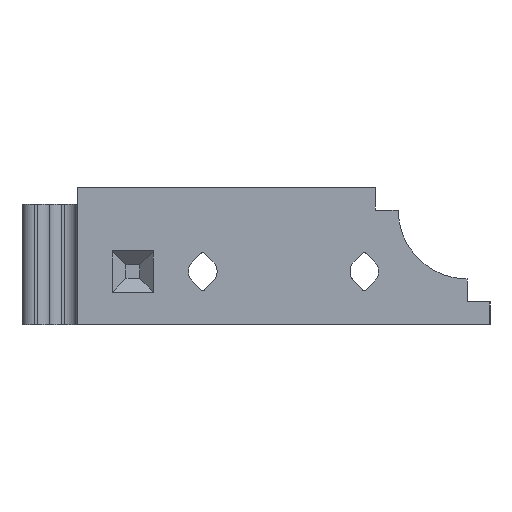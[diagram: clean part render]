
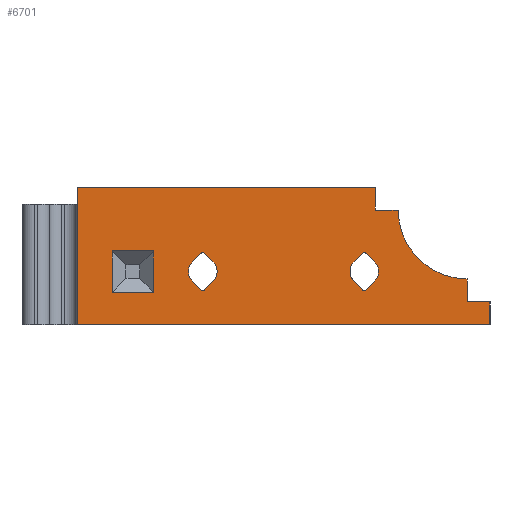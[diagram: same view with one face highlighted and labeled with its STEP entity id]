
A CAD part, left-side view. The second image highlights one B-rep face of the part: STEP entity #6701.
In plain terms, the highlighted planar face has unit normal (-1, 0, 0).
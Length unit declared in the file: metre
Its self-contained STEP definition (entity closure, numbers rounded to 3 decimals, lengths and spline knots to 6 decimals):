
#163=CIRCLE('',#7187,0.002075);
#168=CIRCLE('',#7208,0.002075);
#171=CIRCLE('',#7212,0.01);
#172=CIRCLE('',#7213,0.0004);
#173=CIRCLE('',#7214,0.002075);
#174=CIRCLE('',#7215,0.0004);
#175=CIRCLE('',#7216,0.002075);
#176=CIRCLE('',#7217,0.0004);
#177=CIRCLE('',#7218,0.0004);
#361=PLANE('',#7211);
#591=LINE('',#9667,#1297);
#732=LINE('',#10081,#1438);
#906=LINE('',#10811,#1612);
#907=LINE('',#10814,#1613);
#908=LINE('',#10818,#1614);
#909=LINE('',#10820,#1615);
#910=LINE('',#10821,#1616);
#911=LINE('',#10822,#1617);
#912=LINE('',#10823,#1618);
#913=LINE('',#10826,#1619);
#914=LINE('',#10828,#1620);
#915=LINE('',#10830,#1621);
#916=LINE('',#10831,#1622);
#917=LINE('',#10833,#1623);
#918=LINE('',#10837,#1624);
#919=LINE('',#10841,#1625);
#920=LINE('',#10844,#1626);
#921=LINE('',#10849,#1627);
#922=LINE('',#10853,#1628);
#923=LINE('',#10854,#1629);
#1297=VECTOR('',#7602,1.);
#1438=VECTOR('',#7867,1.);
#1612=VECTOR('',#8347,1.);
#1613=VECTOR('',#8348,1.);
#1614=VECTOR('',#8351,1.);
#1615=VECTOR('',#8352,1.);
#1616=VECTOR('',#8353,1.);
#1617=VECTOR('',#8354,1.);
#1618=VECTOR('',#8355,1.);
#1619=VECTOR('',#8356,1.);
#1620=VECTOR('',#8357,1.);
#1621=VECTOR('',#8358,1.);
#1622=VECTOR('',#8359,1.);
#1623=VECTOR('',#8360,1.);
#1624=VECTOR('',#8363,1.);
#1625=VECTOR('',#8366,1.);
#1626=VECTOR('',#8369,1.);
#1627=VECTOR('',#8372,1.);
#1628=VECTOR('',#8375,1.);
#1629=VECTOR('',#8376,1.);
#2744=ORIENTED_EDGE('',*,*,#4594,.F.);
#2745=ORIENTED_EDGE('',*,*,#4595,.F.);
#2746=ORIENTED_EDGE('',*,*,#4596,.F.);
#2747=ORIENTED_EDGE('',*,*,#4597,.F.);
#2748=ORIENTED_EDGE('',*,*,#4598,.F.);
#2749=ORIENTED_EDGE('',*,*,#4091,.T.);
#2750=ORIENTED_EDGE('',*,*,#4599,.T.);
#2751=ORIENTED_EDGE('',*,*,#4274,.F.);
#2752=ORIENTED_EDGE('',*,*,#4600,.T.);
#2753=ORIENTED_EDGE('',*,*,#4601,.F.);
#2754=ORIENTED_EDGE('',*,*,#4602,.F.);
#2755=ORIENTED_EDGE('',*,*,#4603,.T.);
#2756=ORIENTED_EDGE('',*,*,#4604,.T.);
#2757=ORIENTED_EDGE('',*,*,#4605,.F.);
#2758=ORIENTED_EDGE('',*,*,#4589,.F.);
#2759=ORIENTED_EDGE('',*,*,#4606,.F.);
#2760=ORIENTED_EDGE('',*,*,#4607,.F.);
#2761=ORIENTED_EDGE('',*,*,#4608,.T.);
#2762=ORIENTED_EDGE('',*,*,#4609,.F.);
#2763=ORIENTED_EDGE('',*,*,#4610,.T.);
#2764=ORIENTED_EDGE('',*,*,#4611,.F.);
#2765=ORIENTED_EDGE('',*,*,#4612,.F.);
#2766=ORIENTED_EDGE('',*,*,#4613,.F.);
#2767=ORIENTED_EDGE('',*,*,#4614,.F.);
#2768=ORIENTED_EDGE('',*,*,#4615,.F.);
#2769=ORIENTED_EDGE('',*,*,#4616,.T.);
#2770=ORIENTED_EDGE('',*,*,#4549,.F.);
#2771=ORIENTED_EDGE('',*,*,#4617,.T.);
#2772=ORIENTED_EDGE('',*,*,#4618,.F.);
#4091=EDGE_CURVE('',#5075,#5076,#591,.F.);
#4274=EDGE_CURVE('',#5234,#5235,#732,.F.);
#4549=EDGE_CURVE('',#5453,#5454,#163,.T.);
#4589=EDGE_CURVE('',#5493,#5474,#168,.T.);
#4594=EDGE_CURVE('',#5498,#5499,#906,.T.);
#4595=EDGE_CURVE('',#5500,#5498,#907,.T.);
#4596=EDGE_CURVE('',#5501,#5500,#171,.T.);
#4597=EDGE_CURVE('',#5502,#5501,#908,.T.);
#4598=EDGE_CURVE('',#5075,#5502,#909,.T.);
#4599=EDGE_CURVE('',#5076,#5235,#910,.T.);
#4600=EDGE_CURVE('',#5234,#5499,#911,.T.);
#4601=EDGE_CURVE('',#5503,#5504,#912,.T.);
#4602=EDGE_CURVE('',#5505,#5503,#913,.T.);
#4603=EDGE_CURVE('',#5505,#5506,#914,.T.);
#4604=EDGE_CURVE('',#5506,#5504,#915,.T.);
#4605=EDGE_CURVE('',#5474,#5507,#916,.T.);
#4606=EDGE_CURVE('',#5508,#5493,#917,.T.);
#4607=EDGE_CURVE('',#5509,#5508,#172,.T.);
#4608=EDGE_CURVE('',#5509,#5510,#918,.T.);
#4609=EDGE_CURVE('',#5511,#5510,#173,.T.);
#4610=EDGE_CURVE('',#5511,#5512,#919,.T.);
#4611=EDGE_CURVE('',#5507,#5512,#174,.T.);
#4612=EDGE_CURVE('',#5513,#5514,#920,.T.);
#4613=EDGE_CURVE('',#5515,#5513,#175,.T.);
#4614=EDGE_CURVE('',#5516,#5515,#921,.T.);
#4615=EDGE_CURVE('',#5517,#5516,#176,.T.);
#4616=EDGE_CURVE('',#5517,#5454,#922,.T.);
#4617=EDGE_CURVE('',#5453,#5518,#923,.T.);
#4618=EDGE_CURVE('',#5514,#5518,#177,.T.);
#5075=VERTEX_POINT('',#9668);
#5076=VERTEX_POINT('',#9669);
#5234=VERTEX_POINT('',#10080);
#5235=VERTEX_POINT('',#10082);
#5453=VERTEX_POINT('',#10691);
#5454=VERTEX_POINT('',#10693);
#5474=VERTEX_POINT('',#10747);
#5493=VERTEX_POINT('',#10800);
#5498=VERTEX_POINT('',#10812);
#5499=VERTEX_POINT('',#10813);
#5500=VERTEX_POINT('',#10815);
#5501=VERTEX_POINT('',#10817);
#5502=VERTEX_POINT('',#10819);
#5503=VERTEX_POINT('',#10824);
#5504=VERTEX_POINT('',#10825);
#5505=VERTEX_POINT('',#10827);
#5506=VERTEX_POINT('',#10829);
#5507=VERTEX_POINT('',#10832);
#5508=VERTEX_POINT('',#10834);
#5509=VERTEX_POINT('',#10836);
#5510=VERTEX_POINT('',#10838);
#5511=VERTEX_POINT('',#10840);
#5512=VERTEX_POINT('',#10842);
#5513=VERTEX_POINT('',#10845);
#5514=VERTEX_POINT('',#10846);
#5515=VERTEX_POINT('',#10848);
#5516=VERTEX_POINT('',#10850);
#5517=VERTEX_POINT('',#10852);
#5518=VERTEX_POINT('',#10855);
#5916=EDGE_LOOP('',(#2744,#2745,#2746,#2747,#2748,#2749,#2750,#2751,#2752));
#5917=EDGE_LOOP('',(#2753,#2754,#2755,#2756));
#5918=EDGE_LOOP('',(#2757,#2758,#2759,#2760,#2761,#2762,#2763,#2764));
#5919=EDGE_LOOP('',(#2765,#2766,#2767,#2768,#2769,#2770,#2771,#2772));
#6298=FACE_BOUND('',#5916,.T.);
#6299=FACE_BOUND('',#5917,.T.);
#6300=FACE_BOUND('',#5918,.T.);
#6301=FACE_BOUND('',#5919,.T.);
#6701=ADVANCED_FACE('',(#6298,#6299,#6300,#6301),#361,.T.);
#7187=AXIS2_PLACEMENT_3D('',#10692,#8282,#8283);
#7208=AXIS2_PLACEMENT_3D('',#10801,#8337,#8338);
#7211=AXIS2_PLACEMENT_3D('',#10810,#8345,#8346);
#7212=AXIS2_PLACEMENT_3D('',#10816,#8349,#8350);
#7213=AXIS2_PLACEMENT_3D('',#10835,#8361,#8362);
#7214=AXIS2_PLACEMENT_3D('',#10839,#8364,#8365);
#7215=AXIS2_PLACEMENT_3D('',#10843,#8367,#8368);
#7216=AXIS2_PLACEMENT_3D('',#10847,#8370,#8371);
#7217=AXIS2_PLACEMENT_3D('',#10851,#8373,#8374);
#7218=AXIS2_PLACEMENT_3D('',#10856,#8377,#8378);
#7602=DIRECTION('',(0.,-1.,0.));
#7867=DIRECTION('',(0.,-1.,0.));
#8282=DIRECTION('',(-1.,0.,0.));
#8283=DIRECTION('',(0.,-1.,0.));
#8337=DIRECTION('',(-1.,0.,0.));
#8338=DIRECTION('',(0.,-1.,0.));
#8345=DIRECTION('',(-1.,0.,0.));
#8346=DIRECTION('',(0.,-1.,0.));
#8347=DIRECTION('',(0.,-1.,0.));
#8348=DIRECTION('',(0.,0.,-1.));
#8349=DIRECTION('',(-1.,0.,0.));
#8350=DIRECTION('',(0.,-1.,0.));
#8351=DIRECTION('',(0.,-1.,0.));
#8352=DIRECTION('',(0.,0.,-1.));
#8353=DIRECTION('',(0.,0.,-1.));
#8354=DIRECTION('',(0.,0.,1.));
#8355=DIRECTION('',(0.,1.,0.));
#8356=DIRECTION('',(0.,0.,1.));
#8357=DIRECTION('',(0.,1.,0.));
#8358=DIRECTION('',(0.,0.,1.));
#8359=DIRECTION('',(0.,-0.707,-0.707));
#8360=DIRECTION('',(0.,0.707,-0.707));
#8361=DIRECTION('',(-1.,0.,0.));
#8362=DIRECTION('',(0.,-1.,0.));
#8363=DIRECTION('',(0.,-0.707,-0.707));
#8364=DIRECTION('',(-1.,0.,0.));
#8365=DIRECTION('',(0.,-1.,0.));
#8366=DIRECTION('',(0.,0.707,-0.707));
#8367=DIRECTION('',(-1.,0.,0.));
#8368=DIRECTION('',(0.,-1.,0.));
#8369=DIRECTION('',(0.,-0.707,-0.707));
#8370=DIRECTION('',(-1.,0.,0.));
#8371=DIRECTION('',(0.,-1.,0.));
#8372=DIRECTION('',(0.,0.707,-0.707));
#8373=DIRECTION('',(-1.,0.,0.));
#8374=DIRECTION('',(0.,-1.,0.));
#8375=DIRECTION('',(0.,-0.707,-0.707));
#8376=DIRECTION('',(0.,0.707,-0.707));
#8377=DIRECTION('',(-1.,0.,0.));
#8378=DIRECTION('',(0.,-1.,0.));
#9667=CARTESIAN_POINT('',(1.230025,0.762111,0.38));
#9668=CARTESIAN_POINT('',(1.230025,0.526667,0.38));
#9669=CARTESIAN_POINT('',(1.230025,0.57,0.38));
#10080=CARTESIAN_POINT('',(1.230025,0.51,0.36));
#10081=CARTESIAN_POINT('',(1.230025,0.462111,0.36));
#10082=CARTESIAN_POINT('',(1.230025,0.57,0.36));
#10691=CARTESIAN_POINT('',(1.230025,0.550266,0.366266));
#10692=CARTESIAN_POINT('',(1.230025,0.551733,0.367733));
#10693=CARTESIAN_POINT('',(1.230025,0.550266,0.369201));
#10747=CARTESIAN_POINT('',(1.230025,0.529734,0.366266));
#10800=CARTESIAN_POINT('',(1.230025,0.529734,0.369201));
#10801=CARTESIAN_POINT('',(1.230025,0.528267,0.367733));
#10810=CARTESIAN_POINT('',(1.230025,0.762111,0.38));
#10811=CARTESIAN_POINT('',(1.230025,0.762111,0.363333));
#10812=CARTESIAN_POINT('',(1.230025,0.513333,0.363333));
#10813=CARTESIAN_POINT('',(1.230025,0.51,0.363333));
#10814=CARTESIAN_POINT('',(1.230025,0.513333,0.38));
#10815=CARTESIAN_POINT('',(1.230025,0.513333,0.366667));
#10816=CARTESIAN_POINT('',(1.230025,0.513333,0.376667));
#10817=CARTESIAN_POINT('',(1.230025,0.523333,0.376667));
#10818=CARTESIAN_POINT('',(1.230025,0.762111,0.376667));
#10819=CARTESIAN_POINT('',(1.230025,0.526667,0.376667));
#10820=CARTESIAN_POINT('',(1.230025,0.526667,0.38));
#10821=CARTESIAN_POINT('',(1.230025,0.57,0.38));
#10822=CARTESIAN_POINT('',(1.230025,0.51,0.38));
#10823=CARTESIAN_POINT('',(1.230025,0.561904,0.370733));
#10824=CARTESIAN_POINT('',(1.230025,0.558904,0.370733));
#10825=CARTESIAN_POINT('',(1.230025,0.564904,0.370733));
#10826=CARTESIAN_POINT('',(1.230025,0.558904,0.367733));
#10827=CARTESIAN_POINT('',(1.230025,0.558904,0.364733));
#10828=CARTESIAN_POINT('',(1.230025,0.561904,0.364733));
#10829=CARTESIAN_POINT('',(1.230025,0.564904,0.364733));
#10830=CARTESIAN_POINT('',(1.230025,0.564904,0.367733));
#10831=CARTESIAN_POINT('',(1.230025,0.652789,0.489322));
#10832=CARTESIAN_POINT('',(1.230025,0.528549,0.365082));
#10833=CARTESIAN_POINT('',(1.230025,0.640523,0.258412));
#10834=CARTESIAN_POINT('',(1.230025,0.528549,0.370385));
#10835=CARTESIAN_POINT('',(1.230025,0.528267,0.370102));
#10836=CARTESIAN_POINT('',(1.230025,0.527984,0.370385));
#10837=CARTESIAN_POINT('',(1.230025,0.649855,0.492256));
#10838=CARTESIAN_POINT('',(1.230025,0.526799,0.369201));
#10839=CARTESIAN_POINT('',(1.230025,0.528267,0.367733));
#10840=CARTESIAN_POINT('',(1.230025,0.526799,0.366266));
#10841=CARTESIAN_POINT('',(1.230025,0.637588,0.255477));
#10842=CARTESIAN_POINT('',(1.230025,0.527984,0.365082));
#10843=CARTESIAN_POINT('',(1.230025,0.528267,0.365365));
#10844=CARTESIAN_POINT('',(1.230025,0.664523,0.477588));
#10845=CARTESIAN_POINT('',(1.230025,0.553201,0.366266));
#10846=CARTESIAN_POINT('',(1.230025,0.552016,0.365082));
#10847=CARTESIAN_POINT('',(1.230025,0.551733,0.367733));
#10848=CARTESIAN_POINT('',(1.230025,0.553201,0.369201));
#10849=CARTESIAN_POINT('',(1.230025,0.652256,0.270145));
#10850=CARTESIAN_POINT('',(1.230025,0.552016,0.370385));
#10851=CARTESIAN_POINT('',(1.230025,0.551733,0.370102));
#10852=CARTESIAN_POINT('',(1.230025,0.551451,0.370385));
#10853=CARTESIAN_POINT('',(1.230025,0.661588,0.480523));
#10854=CARTESIAN_POINT('',(1.230025,0.649322,0.267211));
#10855=CARTESIAN_POINT('',(1.230025,0.551451,0.365082));
#10856=CARTESIAN_POINT('',(1.230025,0.551733,0.365365));
